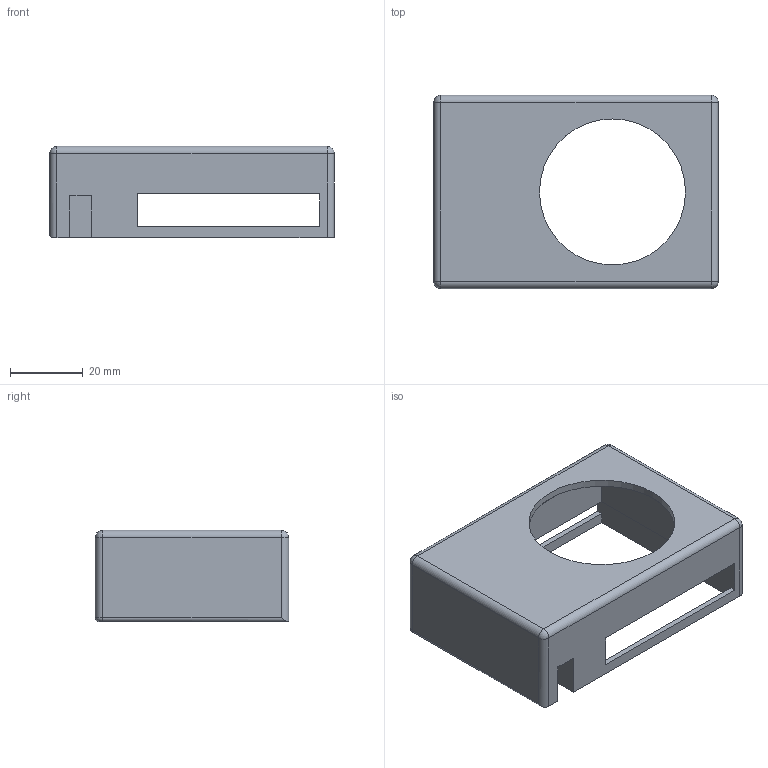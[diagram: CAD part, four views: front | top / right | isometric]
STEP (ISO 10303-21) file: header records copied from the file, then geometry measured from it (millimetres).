
FILE_DESCRIPTION(('FreeCAD Model'),'2;1');
FILE_NAME('Open CASCADE Shape Model','2025-07-16T17:54:29',(''),(''), 'Open CASCADE STEP processor 7.8','FreeCAD','Unknown');
FILE_SCHEMA(('AUTOMOTIVE_DESIGN { 1 0 10303 214 1 1 1 1 }'));
Length unit declared in the file: millimetre
Products named in the file (1): A6700 cooler
Bounding box: 78 x 53 x 25 mm (x, y, z)
Volume: 40705.8 mm3; surface area: 16771.9 mm2
Topology: 1 solids, 1 shells, 60 faces, 170 edges, 105 vertices
Faces by surface type: plane 44, cylinder 11, sphere 4, torus 1
Full cylindrical faces by diameter (mm): 40 x1
Entity records: 2056 total; most frequent: CARTESIAN_POINT 478, ORIENTED_EDGE 332, DIRECTION 310, EDGE_CURVE 166, LINE 140, VECTOR 140, VERTEX_POINT 105, AXIS2_PLACEMENT_3D 85
